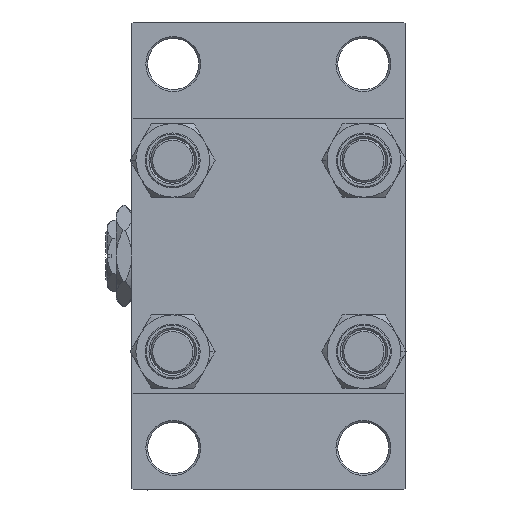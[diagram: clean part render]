
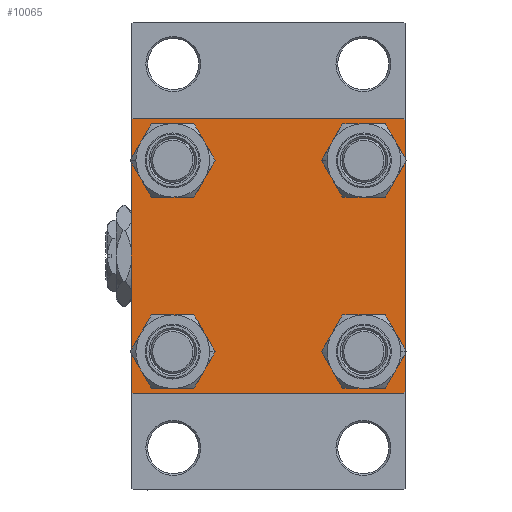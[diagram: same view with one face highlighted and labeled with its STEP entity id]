
A CAD part, left-side view. The second image highlights one B-rep face of the part: STEP entity #10065.
In plain terms, the highlighted planar face has unit normal (-1, 0, 0).
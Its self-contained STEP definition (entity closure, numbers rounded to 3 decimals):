
#171 = ORIENTED_EDGE ( 'NONE', *, *, #5653, .T. ) ;
#290 = ORIENTED_EDGE ( 'NONE', *, *, #14000, .F. ) ;
#1194 = CARTESIAN_POINT ( 'NONE',  ( 0., 26.15, 26.15 ) ) ;
#2149 = ORIENTED_EDGE ( 'NONE', *, *, #13436, .T. ) ;
#2194 = VECTOR ( 'NONE', #2717, 1000. ) ;
#2404 = DIRECTION ( 'NONE',  ( 0., 0., 1. ) ) ;
#2479 = EDGE_CURVE ( 'NONE', #20459, #50931, #39764, .T. ) ;
#2717 = DIRECTION ( 'NONE',  ( 0., -0.707, 0.707 ) ) ;
#3024 = VERTEX_POINT ( 'NONE', #20593 ) ;
#3202 = EDGE_LOOP ( 'NONE', ( #13103, #34014 ) ) ;
#3503 = AXIS2_PLACEMENT_3D ( 'NONE', #22544, #6619, #38745 ) ;
#4106 = CARTESIAN_POINT ( 'NONE',  ( 0., 37.5, -37. ) ) ;
#5123 = DIRECTION ( 'NONE',  ( 0., 0., -1. ) ) ;
#5333 = EDGE_CURVE ( 'NONE', #12302, #10140, #43249, .T. ) ;
#5653 = EDGE_CURVE ( 'NONE', #16170, #37248, #33001, .T. ) ;
#5818 = ORIENTED_EDGE ( 'NONE', *, *, #21239, .T. ) ;
#5902 = DIRECTION ( 'NONE',  ( 0., 0., 1. ) ) ;
#5919 = LINE ( 'NONE', #14134, #2194 ) ;
#6289 = FACE_BOUND ( 'NONE', #47238, .T. ) ;
#6619 = DIRECTION ( 'NONE',  ( 1., 0., 0. ) ) ;
#7042 = EDGE_CURVE ( 'NONE', #50931, #20459, #16249, .T. ) ;
#7625 = AXIS2_PLACEMENT_3D ( 'NONE', #19295, #26730, #34705 ) ;
#8684 = CARTESIAN_POINT ( 'NONE',  ( 0., 37.5, 37.5 ) ) ;
#8712 = VERTEX_POINT ( 'NONE', #16997 ) ;
#9086 = DIRECTION ( 'NONE',  ( 0., 0.707, 0.707 ) ) ;
#9156 = ORIENTED_EDGE ( 'NONE', *, *, #17981, .T. ) ;
#9492 = CARTESIAN_POINT ( 'NONE',  ( 0., 0., 0. ) ) ;
#10065 = ADVANCED_FACE ( 'NONE', ( #6289, #14242, #45842, #30447, #22471 ), #10265, .T. ) ;
#10140 = VERTEX_POINT ( 'NONE', #47669 ) ;
#10265 = PLANE ( 'NONE',  #12946 ) ;
#10980 = VERTEX_POINT ( 'NONE', #31264 ) ;
#11093 = DIRECTION ( 'NONE',  ( 0., -0.707, -0.707 ) ) ;
#11269 = AXIS2_PLACEMENT_3D ( 'NONE', #51333, #27742, #39958 ) ;
#11768 = VECTOR ( 'NONE', #41061, 1000. ) ;
#12302 = VERTEX_POINT ( 'NONE', #18510 ) ;
#12352 = VECTOR ( 'NONE', #5123, 1000. ) ;
#12786 = LINE ( 'NONE', #17029, #22031 ) ;
#12946 = AXIS2_PLACEMENT_3D ( 'NONE', #9492, #38675, #41874 ) ;
#13094 = LINE ( 'NONE', #48662, #12352 ) ;
#13103 = ORIENTED_EDGE ( 'NONE', *, *, #13564, .T. ) ;
#13436 = EDGE_CURVE ( 'NONE', #34433, #47052, #15465, .T. ) ;
#13564 = EDGE_CURVE ( 'NONE', #3024, #10980, #34149, .T. ) ;
#14000 = EDGE_CURVE ( 'NONE', #16170, #42834, #23076, .T. ) ;
#14052 = CIRCLE ( 'NONE', #18183, 6.5 ) ;
#14134 = CARTESIAN_POINT ( 'NONE',  ( 0., -37.25, -37.25 ) ) ;
#14242 = FACE_BOUND ( 'NONE', #29284, .T. ) ;
#14722 = EDGE_CURVE ( 'NONE', #25774, #21548, #42927, .T. ) ;
#15180 = AXIS2_PLACEMENT_3D ( 'NONE', #38769, #35055, #2404 ) ;
#15465 = CIRCLE ( 'NONE', #30735, 6.5 ) ;
#16170 = VERTEX_POINT ( 'NONE', #32472 ) ;
#16249 = CIRCLE ( 'NONE', #3503, 6.5 ) ;
#16997 = CARTESIAN_POINT ( 'NONE',  ( 0., 37., 37.5 ) ) ;
#17029 = CARTESIAN_POINT ( 'NONE',  ( 0., 37.25, 37.25 ) ) ;
#17184 = EDGE_LOOP ( 'NONE', ( #30614, #9156 ) ) ;
#17981 = EDGE_CURVE ( 'NONE', #10140, #12302, #14052, .T. ) ;
#18183 = AXIS2_PLACEMENT_3D ( 'NONE', #32503, #28505, #5902 ) ;
#18510 = CARTESIAN_POINT ( 'NONE',  ( 0., 26.15, 32.65 ) ) ;
#19295 = CARTESIAN_POINT ( 'NONE',  ( 0., 26.15, -26.15 ) ) ;
#20459 = VERTEX_POINT ( 'NONE', #45442 ) ;
#20593 = CARTESIAN_POINT ( 'NONE',  ( 0., 26.15, -19.65 ) ) ;
#21046 = EDGE_LOOP ( 'NONE', ( #5818, #48316, #28672, #37714, #290, #171, #22525, #42369 ) ) ;
#21235 = AXIS2_PLACEMENT_3D ( 'NONE', #1194, #33848, #29092 ) ;
#21239 = EDGE_CURVE ( 'NONE', #44016, #25774, #13094, .T. ) ;
#21493 = ORIENTED_EDGE ( 'NONE', *, *, #7042, .T. ) ;
#21548 = VERTEX_POINT ( 'NONE', #45905 ) ;
#21771 = DIRECTION ( 'NONE',  ( 0., 0.707, -0.707 ) ) ;
#22031 = VECTOR ( 'NONE', #21771, 1000. ) ;
#22331 = DIRECTION ( 'NONE',  ( 0., -1., 0. ) ) ;
#22471 = FACE_OUTER_BOUND ( 'NONE', #21046, .T. ) ;
#22525 = ORIENTED_EDGE ( 'NONE', *, *, #30536, .F. ) ;
#22544 = CARTESIAN_POINT ( 'NONE',  ( 0., -26.15, -26.15 ) ) ;
#23076 = LINE ( 'NONE', #35027, #44340 ) ;
#23904 = CARTESIAN_POINT ( 'NONE',  ( 0., -26.15, -19.65 ) ) ;
#24329 = EDGE_CURVE ( 'NONE', #21548, #47843, #25793, .T. ) ;
#24879 = LINE ( 'NONE', #8684, #11768 ) ;
#25229 = VECTOR ( 'NONE', #22331, 1000. ) ;
#25774 = VERTEX_POINT ( 'NONE', #4106 ) ;
#25793 = LINE ( 'NONE', #50447, #25229 ) ;
#25928 = CARTESIAN_POINT ( 'NONE',  ( 0., -37., 37.5 ) ) ;
#26730 = DIRECTION ( 'NONE',  ( 1., 0., 0. ) ) ;
#27409 = EDGE_CURVE ( 'NONE', #47052, #34433, #43967, .T. ) ;
#27607 = CARTESIAN_POINT ( 'NONE',  ( 0., 37.5, 37. ) ) ;
#27742 = DIRECTION ( 'NONE',  ( 1., 0., 0. ) ) ;
#28505 = DIRECTION ( 'NONE',  ( 1., 0., 0. ) ) ;
#28672 = ORIENTED_EDGE ( 'NONE', *, *, #24329, .T. ) ;
#28724 = EDGE_CURVE ( 'NONE', #10980, #3024, #46562, .T. ) ;
#29092 = DIRECTION ( 'NONE',  ( 0., 0., 1. ) ) ;
#29284 = EDGE_LOOP ( 'NONE', ( #21493, #41806 ) ) ;
#30447 = FACE_BOUND ( 'NONE', #17184, .T. ) ;
#30536 = EDGE_CURVE ( 'NONE', #8712, #37248, #24879, .T. ) ;
#30614 = ORIENTED_EDGE ( 'NONE', *, *, #5333, .T. ) ;
#30735 = AXIS2_PLACEMENT_3D ( 'NONE', #39423, #47630, #38897 ) ;
#30785 = DIRECTION ( 'NONE',  ( 0., 0., -1. ) ) ;
#31264 = CARTESIAN_POINT ( 'NONE',  ( 0., 26.15, -32.65 ) ) ;
#32401 = EDGE_CURVE ( 'NONE', #8712, #44016, #12786, .T. ) ;
#32472 = CARTESIAN_POINT ( 'NONE',  ( 0., -37.5, 37. ) ) ;
#32503 = CARTESIAN_POINT ( 'NONE',  ( 0., 26.15, 26.15 ) ) ;
#33001 = LINE ( 'NONE', #49425, #50019 ) ;
#33848 = DIRECTION ( 'NONE',  ( 1., 0., 0. ) ) ;
#34014 = ORIENTED_EDGE ( 'NONE', *, *, #28724, .T. ) ;
#34149 = CIRCLE ( 'NONE', #11269, 6.5 ) ;
#34433 = VERTEX_POINT ( 'NONE', #36946 ) ;
#34705 = DIRECTION ( 'NONE',  ( 0., 0., 1. ) ) ;
#35027 = CARTESIAN_POINT ( 'NONE',  ( 0., -37.5, 37.5 ) ) ;
#35055 = DIRECTION ( 'NONE',  ( 1., 0., 0. ) ) ;
#35836 = CARTESIAN_POINT ( 'NONE',  ( 0., -37., -37.5 ) ) ;
#36365 = AXIS2_PLACEMENT_3D ( 'NONE', #51412, #42164, #39761 ) ;
#36946 = CARTESIAN_POINT ( 'NONE',  ( 0., -26.15, 19.65 ) ) ;
#37248 = VERTEX_POINT ( 'NONE', #25928 ) ;
#37714 = ORIENTED_EDGE ( 'NONE', *, *, #43534, .T. ) ;
#38675 = DIRECTION ( 'NONE',  ( -1., 0., 0. ) ) ;
#38745 = DIRECTION ( 'NONE',  ( 0., 0., 1. ) ) ;
#38769 = CARTESIAN_POINT ( 'NONE',  ( 0., -26.15, 26.15 ) ) ;
#38897 = DIRECTION ( 'NONE',  ( 0., 0., 1. ) ) ;
#39423 = CARTESIAN_POINT ( 'NONE',  ( 0., -26.15, 26.15 ) ) ;
#39761 = DIRECTION ( 'NONE',  ( 0., 0., 1. ) ) ;
#39764 = CIRCLE ( 'NONE', #36365, 6.5 ) ;
#39958 = DIRECTION ( 'NONE',  ( 0., 0., 1. ) ) ;
#41061 = DIRECTION ( 'NONE',  ( 0., -1., 0. ) ) ;
#41806 = ORIENTED_EDGE ( 'NONE', *, *, #2479, .T. ) ;
#41874 = DIRECTION ( 'NONE',  ( 0., 0., 1. ) ) ;
#42164 = DIRECTION ( 'NONE',  ( 1., 0., 0. ) ) ;
#42369 = ORIENTED_EDGE ( 'NONE', *, *, #32401, .T. ) ;
#42834 = VERTEX_POINT ( 'NONE', #51254 ) ;
#42927 = LINE ( 'NONE', #47156, #44374 ) ;
#43249 = CIRCLE ( 'NONE', #21235, 6.5 ) ;
#43534 = EDGE_CURVE ( 'NONE', #47843, #42834, #5919, .T. ) ;
#43967 = CIRCLE ( 'NONE', #15180, 6.5 ) ;
#44016 = VERTEX_POINT ( 'NONE', #27607 ) ;
#44297 = CARTESIAN_POINT ( 'NONE',  ( 0., -26.15, 32.65 ) ) ;
#44340 = VECTOR ( 'NONE', #30785, 1000. ) ;
#44374 = VECTOR ( 'NONE', #11093, 1000. ) ;
#45442 = CARTESIAN_POINT ( 'NONE',  ( 0., -26.15, -32.65 ) ) ;
#45842 = FACE_BOUND ( 'NONE', #3202, .T. ) ;
#45905 = CARTESIAN_POINT ( 'NONE',  ( 0., 37., -37.5 ) ) ;
#46562 = CIRCLE ( 'NONE', #7625, 6.5 ) ;
#47052 = VERTEX_POINT ( 'NONE', #44297 ) ;
#47156 = CARTESIAN_POINT ( 'NONE',  ( 0., 37.25, -37.25 ) ) ;
#47238 = EDGE_LOOP ( 'NONE', ( #52306, #2149 ) ) ;
#47630 = DIRECTION ( 'NONE',  ( 1., 0., 0. ) ) ;
#47669 = CARTESIAN_POINT ( 'NONE',  ( 0., 26.15, 19.65 ) ) ;
#47843 = VERTEX_POINT ( 'NONE', #35836 ) ;
#48316 = ORIENTED_EDGE ( 'NONE', *, *, #14722, .T. ) ;
#48662 = CARTESIAN_POINT ( 'NONE',  ( 0., 37.5, 37.5 ) ) ;
#49425 = CARTESIAN_POINT ( 'NONE',  ( 0., -37.25, 37.25 ) ) ;
#50019 = VECTOR ( 'NONE', #9086, 1000. ) ;
#50447 = CARTESIAN_POINT ( 'NONE',  ( 0., 37.5, -37.5 ) ) ;
#50931 = VERTEX_POINT ( 'NONE', #23904 ) ;
#51254 = CARTESIAN_POINT ( 'NONE',  ( 0., -37.5, -37. ) ) ;
#51333 = CARTESIAN_POINT ( 'NONE',  ( 0., 26.15, -26.15 ) ) ;
#51412 = CARTESIAN_POINT ( 'NONE',  ( 0., -26.15, -26.15 ) ) ;
#52306 = ORIENTED_EDGE ( 'NONE', *, *, #27409, .T. ) ;
